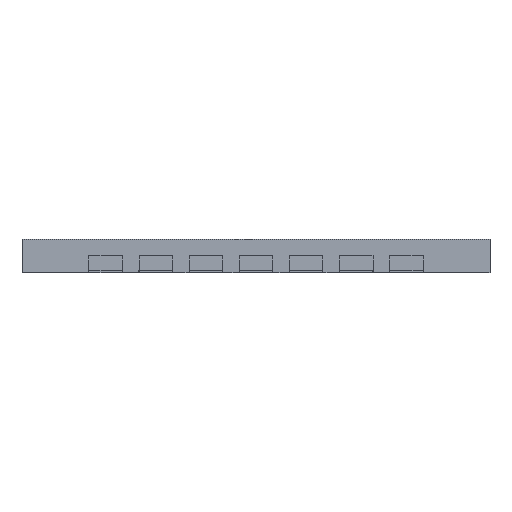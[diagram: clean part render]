
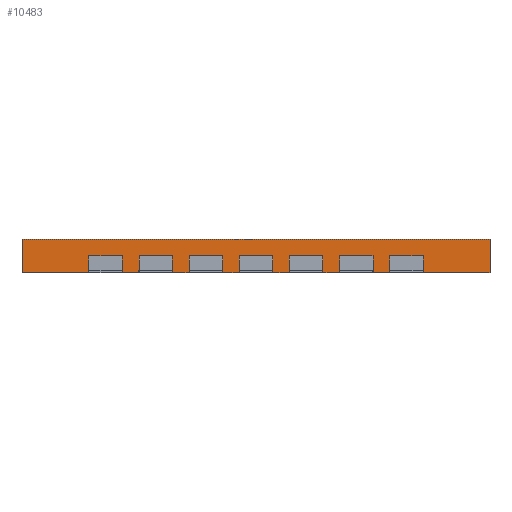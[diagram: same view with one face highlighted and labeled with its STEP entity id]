
A CAD part, front view. The second image highlights one B-rep face of the part: STEP entity #10483.
In plain terms, the highlighted planar face has unit normal (0, -1, 0).
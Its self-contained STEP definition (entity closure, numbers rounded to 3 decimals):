
#1050=FACE_OUTER_BOUND('',#1662,.T.);
#1662=EDGE_LOOP('',(#9103,#9104,#9105,#9106,#9107,#9108,#9109,#9110,#9111,
#9112,#9113,#9114,#9115,#9116,#9117,#9118,#9119,#9120,#9121,#9122,#9123,
#9124,#9125,#9126,#9127,#9128,#9129,#9130,#9131,#9132,#9133,#9134));
#2565=LINE('',#17366,#3798);
#2668=LINE('',#17575,#3901);
#2751=LINE('',#17744,#3984);
#2758=LINE('',#17755,#3991);
#2762=LINE('',#17763,#3995);
#2765=LINE('',#17769,#3998);
#2769=LINE('',#17778,#4002);
#2773=LINE('',#17786,#4006);
#2776=LINE('',#17792,#4009);
#2780=LINE('',#17801,#4013);
#2784=LINE('',#17809,#4017);
#2787=LINE('',#17815,#4020);
#2791=LINE('',#17824,#4024);
#2795=LINE('',#17832,#4028);
#2798=LINE('',#17838,#4031);
#2802=LINE('',#17847,#4035);
#2806=LINE('',#17855,#4039);
#2809=LINE('',#17861,#4042);
#2813=LINE('',#17870,#4046);
#2817=LINE('',#17878,#4050);
#2820=LINE('',#17884,#4053);
#2824=LINE('',#17893,#4057);
#2828=LINE('',#17901,#4061);
#2831=LINE('',#17907,#4064);
#2835=LINE('',#17914,#4068);
#2836=LINE('',#17915,#4069);
#2837=LINE('',#17916,#4070);
#2838=LINE('',#17917,#4071);
#2839=LINE('',#17918,#4072);
#2840=LINE('',#17919,#4073);
#2841=LINE('',#17920,#4074);
#2842=LINE('',#17921,#4075);
#3798=VECTOR('',#12808,10.);
#3901=VECTOR('',#12983,10.);
#3984=VECTOR('',#13124,10.);
#3991=VECTOR('',#13133,10.);
#3995=VECTOR('',#13139,10.);
#3998=VECTOR('',#13144,10.);
#4002=VECTOR('',#13152,10.);
#4006=VECTOR('',#13158,10.);
#4009=VECTOR('',#13163,10.);
#4013=VECTOR('',#13171,10.);
#4017=VECTOR('',#13177,10.);
#4020=VECTOR('',#13182,10.);
#4024=VECTOR('',#13190,10.);
#4028=VECTOR('',#13196,10.);
#4031=VECTOR('',#13201,10.);
#4035=VECTOR('',#13209,10.);
#4039=VECTOR('',#13215,10.);
#4042=VECTOR('',#13220,10.);
#4046=VECTOR('',#13228,10.);
#4050=VECTOR('',#13234,10.);
#4053=VECTOR('',#13239,10.);
#4057=VECTOR('',#13247,10.);
#4061=VECTOR('',#13253,10.);
#4064=VECTOR('',#13258,10.);
#4068=VECTOR('',#13266,10.);
#4069=VECTOR('',#13267,10.);
#4070=VECTOR('',#13268,10.);
#4071=VECTOR('',#13269,10.);
#4072=VECTOR('',#13270,10.);
#4073=VECTOR('',#13271,10.);
#4074=VECTOR('',#13272,10.);
#4075=VECTOR('',#13273,10.);
#4873=VERTEX_POINT('',#17364);
#4874=VERTEX_POINT('',#17365);
#4944=VERTEX_POINT('',#17574);
#5001=VERTEX_POINT('',#17742);
#5003=VERTEX_POINT('',#17753);
#5004=VERTEX_POINT('',#17754);
#5007=VERTEX_POINT('',#17762);
#5009=VERTEX_POINT('',#17768);
#5011=VERTEX_POINT('',#17776);
#5012=VERTEX_POINT('',#17777);
#5015=VERTEX_POINT('',#17785);
#5017=VERTEX_POINT('',#17791);
#5019=VERTEX_POINT('',#17799);
#5020=VERTEX_POINT('',#17800);
#5023=VERTEX_POINT('',#17808);
#5025=VERTEX_POINT('',#17814);
#5027=VERTEX_POINT('',#17822);
#5028=VERTEX_POINT('',#17823);
#5031=VERTEX_POINT('',#17831);
#5033=VERTEX_POINT('',#17837);
#5035=VERTEX_POINT('',#17845);
#5036=VERTEX_POINT('',#17846);
#5039=VERTEX_POINT('',#17854);
#5041=VERTEX_POINT('',#17860);
#5043=VERTEX_POINT('',#17868);
#5044=VERTEX_POINT('',#17869);
#5047=VERTEX_POINT('',#17877);
#5049=VERTEX_POINT('',#17883);
#5051=VERTEX_POINT('',#17891);
#5052=VERTEX_POINT('',#17892);
#5055=VERTEX_POINT('',#17900);
#5057=VERTEX_POINT('',#17906);
#6183=EDGE_CURVE('',#4873,#4874,#2565,.T.);
#6286=EDGE_CURVE('',#4944,#4874,#2668,.T.);
#6369=EDGE_CURVE('',#5001,#4873,#2751,.T.);
#6376=EDGE_CURVE('',#5003,#5004,#2758,.T.);
#6380=EDGE_CURVE('',#5007,#5003,#2762,.T.);
#6383=EDGE_CURVE('',#5009,#5007,#2765,.T.);
#6387=EDGE_CURVE('',#5011,#5012,#2769,.T.);
#6391=EDGE_CURVE('',#5015,#5011,#2773,.T.);
#6394=EDGE_CURVE('',#5017,#5015,#2776,.T.);
#6398=EDGE_CURVE('',#5019,#5020,#2780,.T.);
#6402=EDGE_CURVE('',#5023,#5019,#2784,.T.);
#6405=EDGE_CURVE('',#5025,#5023,#2787,.T.);
#6409=EDGE_CURVE('',#5027,#5028,#2791,.T.);
#6413=EDGE_CURVE('',#5031,#5027,#2795,.T.);
#6416=EDGE_CURVE('',#5033,#5031,#2798,.T.);
#6420=EDGE_CURVE('',#5035,#5036,#2802,.T.);
#6424=EDGE_CURVE('',#5039,#5035,#2806,.T.);
#6427=EDGE_CURVE('',#5041,#5039,#2809,.T.);
#6431=EDGE_CURVE('',#5043,#5044,#2813,.T.);
#6435=EDGE_CURVE('',#5047,#5043,#2817,.T.);
#6438=EDGE_CURVE('',#5049,#5047,#2820,.T.);
#6442=EDGE_CURVE('',#5051,#5052,#2824,.T.);
#6446=EDGE_CURVE('',#5055,#5051,#2828,.T.);
#6449=EDGE_CURVE('',#5057,#5055,#2831,.T.);
#6453=EDGE_CURVE('',#5025,#5004,#2835,.T.);
#6454=EDGE_CURVE('',#5049,#5020,#2836,.T.);
#6455=EDGE_CURVE('',#5041,#5044,#2837,.T.);
#6456=EDGE_CURVE('',#5017,#5036,#2838,.T.);
#6457=EDGE_CURVE('',#4944,#5012,#2839,.T.);
#6458=EDGE_CURVE('',#5057,#5001,#2840,.T.);
#6459=EDGE_CURVE('',#5033,#5052,#2841,.T.);
#6460=EDGE_CURVE('',#5009,#5028,#2842,.T.);
#9103=ORIENTED_EDGE('',*,*,#6383,.T.);
#9104=ORIENTED_EDGE('',*,*,#6380,.T.);
#9105=ORIENTED_EDGE('',*,*,#6376,.T.);
#9106=ORIENTED_EDGE('',*,*,#6453,.F.);
#9107=ORIENTED_EDGE('',*,*,#6405,.T.);
#9108=ORIENTED_EDGE('',*,*,#6402,.T.);
#9109=ORIENTED_EDGE('',*,*,#6398,.T.);
#9110=ORIENTED_EDGE('',*,*,#6454,.F.);
#9111=ORIENTED_EDGE('',*,*,#6438,.T.);
#9112=ORIENTED_EDGE('',*,*,#6435,.T.);
#9113=ORIENTED_EDGE('',*,*,#6431,.T.);
#9114=ORIENTED_EDGE('',*,*,#6455,.F.);
#9115=ORIENTED_EDGE('',*,*,#6427,.T.);
#9116=ORIENTED_EDGE('',*,*,#6424,.T.);
#9117=ORIENTED_EDGE('',*,*,#6420,.T.);
#9118=ORIENTED_EDGE('',*,*,#6456,.F.);
#9119=ORIENTED_EDGE('',*,*,#6394,.T.);
#9120=ORIENTED_EDGE('',*,*,#6391,.T.);
#9121=ORIENTED_EDGE('',*,*,#6387,.T.);
#9122=ORIENTED_EDGE('',*,*,#6457,.F.);
#9123=ORIENTED_EDGE('',*,*,#6286,.T.);
#9124=ORIENTED_EDGE('',*,*,#6183,.F.);
#9125=ORIENTED_EDGE('',*,*,#6369,.F.);
#9126=ORIENTED_EDGE('',*,*,#6458,.F.);
#9127=ORIENTED_EDGE('',*,*,#6449,.T.);
#9128=ORIENTED_EDGE('',*,*,#6446,.T.);
#9129=ORIENTED_EDGE('',*,*,#6442,.T.);
#9130=ORIENTED_EDGE('',*,*,#6459,.F.);
#9131=ORIENTED_EDGE('',*,*,#6416,.T.);
#9132=ORIENTED_EDGE('',*,*,#6413,.T.);
#9133=ORIENTED_EDGE('',*,*,#6409,.T.);
#9134=ORIENTED_EDGE('',*,*,#6460,.F.);
#9880=PLANE('',#11122);
#10483=ADVANCED_FACE('',(#1050),#9880,.T.);
#11122=AXIS2_PLACEMENT_3D('',#17913,#13264,#13265);
#12808=DIRECTION('',(1.,0.,0.));
#12983=DIRECTION('',(0.,0.,1.));
#13124=DIRECTION('',(0.,0.,1.));
#13133=DIRECTION('',(0.,0.,-1.));
#13139=DIRECTION('',(1.,0.,0.));
#13144=DIRECTION('',(0.,0.,1.));
#13152=DIRECTION('',(0.,0.,-1.));
#13158=DIRECTION('',(1.,0.,0.));
#13163=DIRECTION('',(0.,0.,1.));
#13171=DIRECTION('',(0.,0.,-1.));
#13177=DIRECTION('',(1.,0.,0.));
#13182=DIRECTION('',(0.,0.,1.));
#13190=DIRECTION('',(0.,0.,-1.));
#13196=DIRECTION('',(1.,0.,0.));
#13201=DIRECTION('',(0.,0.,1.));
#13209=DIRECTION('',(0.,0.,-1.));
#13215=DIRECTION('',(1.,0.,0.));
#13220=DIRECTION('',(0.,0.,1.));
#13228=DIRECTION('',(0.,0.,-1.));
#13234=DIRECTION('',(1.,0.,0.));
#13239=DIRECTION('',(0.,0.,1.));
#13247=DIRECTION('',(0.,0.,-1.));
#13253=DIRECTION('',(1.,0.,0.));
#13258=DIRECTION('',(0.,0.,1.));
#13264=DIRECTION('center_axis',(0.,-1.,0.));
#13265=DIRECTION('ref_axis',(1.,0.,0.));
#13266=DIRECTION('',(-1.,0.,0.));
#13267=DIRECTION('',(-1.,0.,0.));
#13268=DIRECTION('',(-1.,0.,0.));
#13269=DIRECTION('',(-1.,0.,0.));
#13270=DIRECTION('',(-1.,0.,0.));
#13271=DIRECTION('',(-1.,0.,0.));
#13272=DIRECTION('',(-1.,0.,0.));
#13273=DIRECTION('',(-1.,0.,0.));
#17364=CARTESIAN_POINT('',(0.,0.,
1.));
#17365=CARTESIAN_POINT('',(14.,0.,1.));
#17366=CARTESIAN_POINT('',(14.,0.,1.));
#17574=CARTESIAN_POINT('',(14.,0.,0.));
#17575=CARTESIAN_POINT('',(14.,0.,0.));
#17742=CARTESIAN_POINT('',(0.,0.,
0.));
#17744=CARTESIAN_POINT('',(0.,0.,
0.));
#17753=CARTESIAN_POINT('',(6.,0.,0.5));
#17754=CARTESIAN_POINT('',(6.,0.,0.));
#17755=CARTESIAN_POINT('',(6.,0.,0.25));
#17762=CARTESIAN_POINT('',(5.,0.,0.5));
#17763=CARTESIAN_POINT('',(2.5,0.,0.5));
#17768=CARTESIAN_POINT('',(5.,0.,0.));
#17769=CARTESIAN_POINT('',(5.,0.,0.));
#17776=CARTESIAN_POINT('',(12.,0.,0.5));
#17777=CARTESIAN_POINT('',(12.,0.,0.));
#17778=CARTESIAN_POINT('',(12.,0.,0.25));
#17785=CARTESIAN_POINT('',(11.,0.,0.5));
#17786=CARTESIAN_POINT('',(5.5,0.,0.5));
#17791=CARTESIAN_POINT('',(11.,0.,0.));
#17792=CARTESIAN_POINT('',(11.,0.,0.));
#17799=CARTESIAN_POINT('',(7.5,0.,0.5));
#17800=CARTESIAN_POINT('',(7.5,0.,0.));
#17801=CARTESIAN_POINT('',(7.5,0.,0.25));
#17808=CARTESIAN_POINT('',(6.5,0.,0.5));
#17809=CARTESIAN_POINT('',(3.25,0.,0.5));
#17814=CARTESIAN_POINT('',(6.5,0.,0.));
#17815=CARTESIAN_POINT('',(6.5,0.,0.));
#17822=CARTESIAN_POINT('',(4.5,0.,0.5));
#17823=CARTESIAN_POINT('',(4.5,0.,0.));
#17824=CARTESIAN_POINT('',(4.5,0.,0.25));
#17831=CARTESIAN_POINT('',(3.5,0.,0.5));
#17832=CARTESIAN_POINT('',(1.75,0.,0.5));
#17837=CARTESIAN_POINT('',(3.5,0.,0.));
#17838=CARTESIAN_POINT('',(3.5,0.,0.));
#17845=CARTESIAN_POINT('',(10.5,0.,0.5));
#17846=CARTESIAN_POINT('',(10.5,0.,0.));
#17847=CARTESIAN_POINT('',(10.5,0.,0.25));
#17854=CARTESIAN_POINT('',(9.5,0.,0.5));
#17855=CARTESIAN_POINT('',(4.75,0.,0.5));
#17860=CARTESIAN_POINT('',(9.5,0.,0.));
#17861=CARTESIAN_POINT('',(9.5,0.,0.));
#17868=CARTESIAN_POINT('',(9.,0.,0.5));
#17869=CARTESIAN_POINT('',(9.,0.,0.));
#17870=CARTESIAN_POINT('',(9.,0.,0.25));
#17877=CARTESIAN_POINT('',(8.,0.,0.5));
#17878=CARTESIAN_POINT('',(4.,0.,0.5));
#17883=CARTESIAN_POINT('',(8.,0.,0.));
#17884=CARTESIAN_POINT('',(8.,0.,0.));
#17891=CARTESIAN_POINT('',(3.,0.,0.5));
#17892=CARTESIAN_POINT('',(3.,0.,0.));
#17893=CARTESIAN_POINT('',(3.,0.,0.25));
#17900=CARTESIAN_POINT('',(2.,0.,0.5));
#17901=CARTESIAN_POINT('',(1.,0.,0.5));
#17906=CARTESIAN_POINT('',(2.,0.,0.));
#17907=CARTESIAN_POINT('',(2.,0.,0.));
#17913=CARTESIAN_POINT('Origin',(0.,0.,
0.));
#17914=CARTESIAN_POINT('',(14.,0.,0.));
#17915=CARTESIAN_POINT('',(14.,0.,0.));
#17916=CARTESIAN_POINT('',(14.,0.,0.));
#17917=CARTESIAN_POINT('',(14.,0.,0.));
#17918=CARTESIAN_POINT('',(14.,0.,0.));
#17919=CARTESIAN_POINT('',(14.,0.,0.));
#17920=CARTESIAN_POINT('',(14.,0.,0.));
#17921=CARTESIAN_POINT('',(14.,0.,0.));
